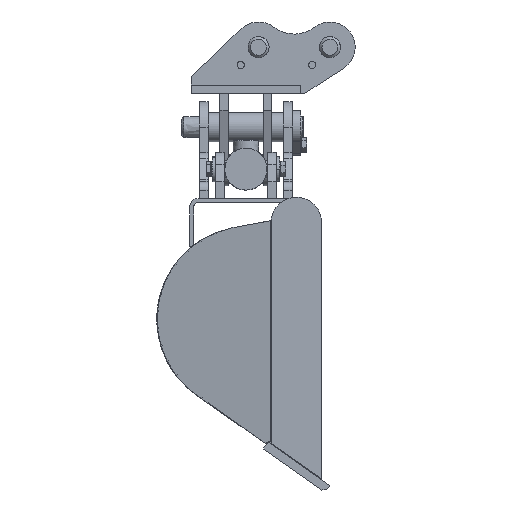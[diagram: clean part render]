
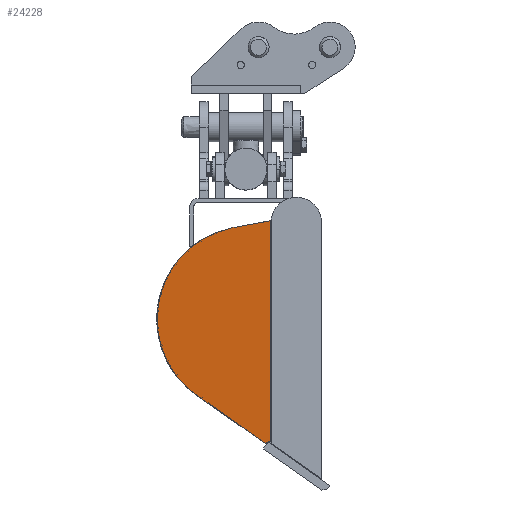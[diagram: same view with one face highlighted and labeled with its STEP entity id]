
A CAD part, front view. The second image highlights one B-rep face of the part: STEP entity #24228.
In plain terms, the highlighted free-form (B-spline) face has degree [1, 1] with [2, 2] control points.
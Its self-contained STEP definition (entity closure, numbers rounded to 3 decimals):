
#24075 = VERTEX_POINT('',#24076);
#24076 = CARTESIAN_POINT('',(-31.115,-309.474,
    -141.764));
#24089 = VERTEX_POINT('',#24090);
#24090 = CARTESIAN_POINT('',(-70.611,-303.922,
    -149.008));
#24095 = EDGE_CURVE('',#24075,#24089,#24096,.T.);
#24096 = B_SPLINE_CURVE_WITH_KNOTS('',1,(#24097,#24098),.UNSPECIFIED.,
  .F.,.F.,(2,2),(4.587,50.729),
  .PIECEWISE_BEZIER_KNOTS.);
#24097 = CARTESIAN_POINT('',(-31.115,-309.474,
    -141.764));
#24098 = CARTESIAN_POINT('',(-70.611,-303.922,
    -149.008));
#24127 = VERTEX_POINT('',#24128);
#24128 = CARTESIAN_POINT('',(-108.836,-298.549,
    -324.34));
#24133 = EDGE_CURVE('',#24089,#24127,#24134,.T.);
#24134 = B_SPLINE_CURVE_WITH_KNOTS('',3,(#24135,#24136,#24137,#24138,
    #24139,#24140,#24141,#24142,#24143,#24144,#24145,#24146),
  .UNSPECIFIED.,.F.,.F.,(4,1,1,1,1,1,1,1,1,4),(0.,0.084,
    0.168,0.335,0.418,0.584,
    0.667,0.833,0.916,1.),.UNSPECIFIED.);
#24135 = CARTESIAN_POINT('',(-70.611,-303.922,
    -149.008));
#24136 = CARTESIAN_POINT('',(-76.8,-303.052,
    -150.512));
#24137 = CARTESIAN_POINT('',(-89.139,-301.318,
    -153.513));
#24138 = CARTESIAN_POINT('',(-111.689,-298.148,
    -165.36));
#24139 = CARTESIAN_POINT('',(-130.432,-295.513,
    -183.368));
#24140 = CARTESIAN_POINT('',(-145.864,-293.344,
    -211.091));
#24141 = CARTESIAN_POINT('',(-151.419,-292.564,
    -236.561));
#24142 = CARTESIAN_POINT('',(-148.919,-292.915,
    -268.197));
#24143 = CARTESIAN_POINT('',(-139.369,-294.257,
    -292.382));
#24144 = CARTESIAN_POINT('',(-123.794,-296.447,
    -312.539));
#24145 = CARTESIAN_POINT('',(-113.833,-297.847,
    -320.398));
#24146 = CARTESIAN_POINT('',(-108.836,-298.549,
    -324.34));
#24184 = VERTEX_POINT('',#24185);
#24185 = CARTESIAN_POINT('',(-36.834,-308.67,
    -374.756));
#24190 = EDGE_CURVE('',#24127,#24184,#24191,.T.);
#24191 = B_SPLINE_CURVE_WITH_KNOTS('',1,(#24192,#24193),.UNSPECIFIED.,
  .F.,.F.,(2,2),(39.64,140.353),
  .PIECEWISE_BEZIER_KNOTS.);
#24192 = CARTESIAN_POINT('',(-108.836,-298.549,
    -324.34));
#24193 = CARTESIAN_POINT('',(-36.834,-308.67,
    -374.756));
#24204 = EDGE_CURVE('',#24205,#24075,#24207,.T.);
#24205 = VERTEX_POINT('',#24206);
#24206 = CARTESIAN_POINT('',(-31.115,-309.474,
    -371.732));
#24207 = B_SPLINE_CURVE_WITH_KNOTS('',1,(#24208,#24209),.UNSPECIFIED.,
  .F.,.F.,(2,2),(-259.636,2.132),
  .PIECEWISE_BEZIER_KNOTS.);
#24208 = CARTESIAN_POINT('',(-31.115,-309.474,
    -371.732));
#24209 = CARTESIAN_POINT('',(-31.115,-309.474,
    -141.764));
#24228 = ADVANCED_FACE('',(#24229),#24240,.T.);
#24229 = FACE_BOUND('',#24230,.T.);
#24230 = EDGE_LOOP('',(#24231,#24232,#24237,#24238,#24239));
#24231 = ORIENTED_EDGE('',*,*,#24190,.T.);
#24232 = ORIENTED_EDGE('',*,*,#24233,.T.);
#24233 = EDGE_CURVE('',#24184,#24205,#24234,.T.);
#24234 = B_SPLINE_CURVE_WITH_KNOTS('',1,(#24235,#24236),.UNSPECIFIED.,
  .F.,.F.,(2,2),(-132.308,-124.888),
  .PIECEWISE_BEZIER_KNOTS.);
#24235 = CARTESIAN_POINT('',(-36.834,-308.67,
    -374.756));
#24236 = CARTESIAN_POINT('',(-31.115,-309.474,
    -371.732));
#24237 = ORIENTED_EDGE('',*,*,#24204,.T.);
#24238 = ORIENTED_EDGE('',*,*,#24095,.T.);
#24239 = ORIENTED_EDGE('',*,*,#24133,.T.);
#24240 = B_SPLINE_SURFACE_WITH_KNOTS('',1,1,(
    (#24241,#24242)
    ,(#24243,#24244
    )),.UNSPECIFIED.,.F.,.F.,.F.,(2,2),(2,2),(-143.335,
    -5.049),(-263.078,2.132),
  .PIECEWISE_BEZIER_KNOTS.);
#24241 = CARTESIAN_POINT('',(-151.419,-292.564,
    -374.756));
#24242 = CARTESIAN_POINT('',(-151.419,-292.564,
    -141.764));
#24243 = CARTESIAN_POINT('',(-31.115,-309.474,
    -374.756));
#24244 = CARTESIAN_POINT('',(-31.115,-309.474,
    -141.764));
